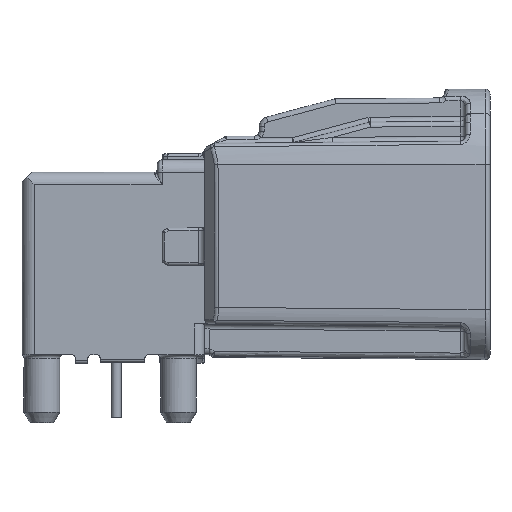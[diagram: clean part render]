
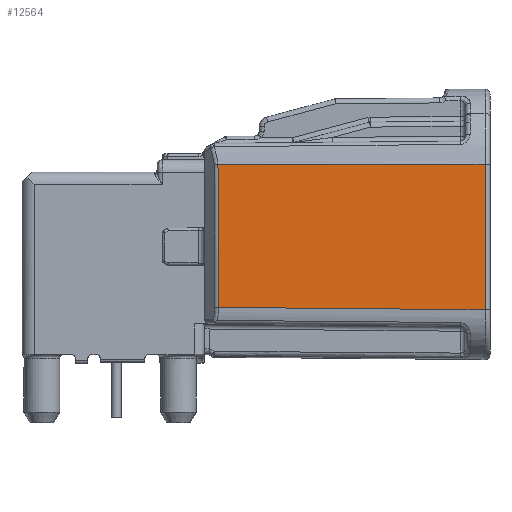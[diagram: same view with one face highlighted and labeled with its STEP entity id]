
A CAD part, left-side view. The second image highlights one B-rep face of the part: STEP entity #12564.
In plain terms, the highlighted planar face has unit normal (-1, 0, 0.004).
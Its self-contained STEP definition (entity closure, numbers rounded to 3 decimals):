
#195=PLANE('',#13650);
#1321=LINE('',#22593,#2376);
#1324=LINE('',#22823,#2379);
#1413=LINE('',#23511,#2468);
#1414=LINE('',#23512,#2469);
#2376=VECTOR('',#15864,1.);
#2379=VECTOR('',#15887,1.);
#2468=VECTOR('',#16052,1.);
#2469=VECTOR('',#16053,1.);
#3609=FACE_OUTER_BOUND('',#4380,.T.);
#4380=EDGE_LOOP('',(#10054,#10055,#10056,#10057,#10058));
#5045=CIRCLE('',#13604,0.035);
#5766=VERTEX_POINT('',#22586);
#5768=VERTEX_POINT('',#22592);
#5770=VERTEX_POINT('',#22623);
#5775=VERTEX_POINT('',#22785);
#5886=VERTEX_POINT('',#23510);
#7235=EDGE_CURVE('',#5768,#5766,#1321,.T.);
#7239=EDGE_CURVE('',#5770,#5768,#5045,.T.);
#7250=EDGE_CURVE('',#5775,#5766,#1324,.T.);
#7377=EDGE_CURVE('',#5886,#5775,#1413,.T.);
#7378=EDGE_CURVE('',#5886,#5770,#1414,.T.);
#10054=ORIENTED_EDGE('',*,*,#7235,.T.);
#10055=ORIENTED_EDGE('',*,*,#7250,.F.);
#10056=ORIENTED_EDGE('',*,*,#7377,.F.);
#10057=ORIENTED_EDGE('',*,*,#7378,.T.);
#10058=ORIENTED_EDGE('',*,*,#7239,.T.);
#12564=ADVANCED_FACE('',(#3609),#195,.T.);
#13604=AXIS2_PLACEMENT_3D('',#22624,#15868,#15869);
#13650=AXIS2_PLACEMENT_3D('',#23509,#16050,#16051);
#15864=DIRECTION('',(-0.004,-0.004,-1.));
#15868=DIRECTION('center_axis',(-1.,0.,
0.004));
#15869=DIRECTION('ref_axis',(0.004,0.,
1.));
#15887=DIRECTION('',(0.,1.,0.009));
#16050=DIRECTION('center_axis',(-1.,0.,0.004));
#16051=DIRECTION('ref_axis',(0.,1.,0.));
#16052=DIRECTION('',(-0.004,0.,-1.));
#16053=DIRECTION('',(0.,1.,0.));
#22586=CARTESIAN_POINT('',(-4.562,-4.125,2.204));
#22592=CARTESIAN_POINT('',(-4.537,-4.104,7.975));
#22593=CARTESIAN_POINT('',(-4.537,-4.104,7.975));
#22623=CARTESIAN_POINT('',(-4.537,-4.107,7.975));
#22624=CARTESIAN_POINT('Origin',(-4.537,-4.107,7.94));
#22785=CARTESIAN_POINT('',(-4.563,-14.86,2.111));
#22823=CARTESIAN_POINT('',(-4.563,-14.982,2.109));
#23509=CARTESIAN_POINT('Origin',(-4.524,-15.06,11.));
#23510=CARTESIAN_POINT('',(-4.537,-14.86,7.975));
#23511=CARTESIAN_POINT('',(-4.524,-14.86,11.));
#23512=CARTESIAN_POINT('',(-4.537,-15.06,7.975));
